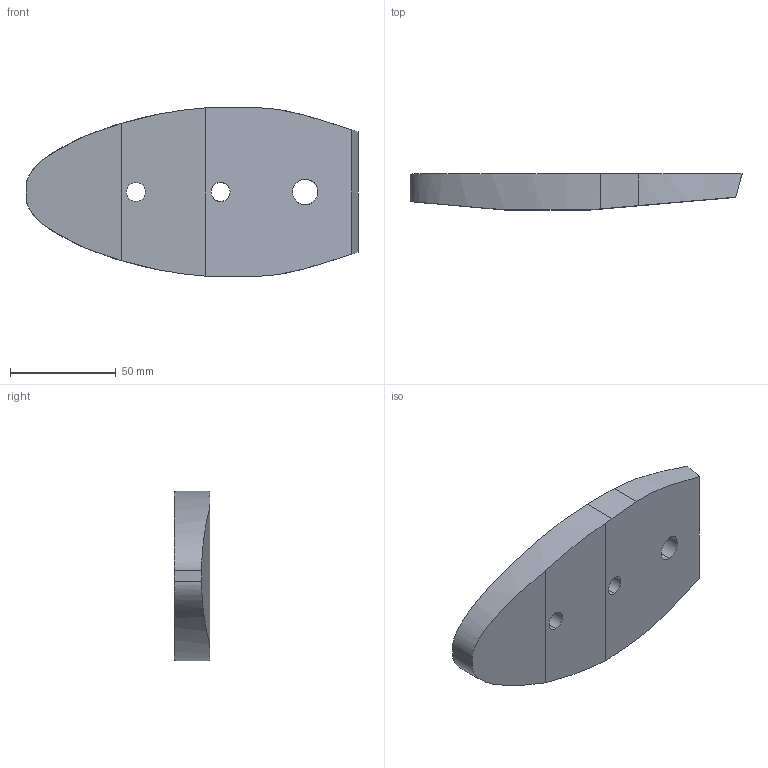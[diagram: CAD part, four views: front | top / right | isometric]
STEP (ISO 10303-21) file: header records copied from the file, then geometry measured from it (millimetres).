
FILE_DESCRIPTION (( 'STEP AP203' ), '1' );
FILE_NAME ('master_Sole Spacer.STEP', '2025-08-13T20:20:05', ( '' ), ( '' ), 'SwSTEP 2.0', 'SolidWorks 2019', '' );
FILE_SCHEMA (( 'CONFIG_CONTROL_DESIGN' ));
Length unit declared in the file: millimetre
Products named in the file (1): master_Sole Spacer
Bounding box: 157 x 17 x 80 mm (x, y, z)
Volume: 151689 mm3; surface area: 27209.5 mm2
Topology: 1 solids, 1 shells, 18 faces, 48 edges, 32 vertices
Faces by surface type: plane 8, cylinder 6, bspline 4
Entity records: 743 total; most frequent: CARTESIAN_POINT 245, ORIENTED_EDGE 96, DIRECTION 68, EDGE_CURVE 48, VERTEX_POINT 32, EDGE_LOOP 24, AXIS2_PLACEMENT_3D 23, VECTOR 22
